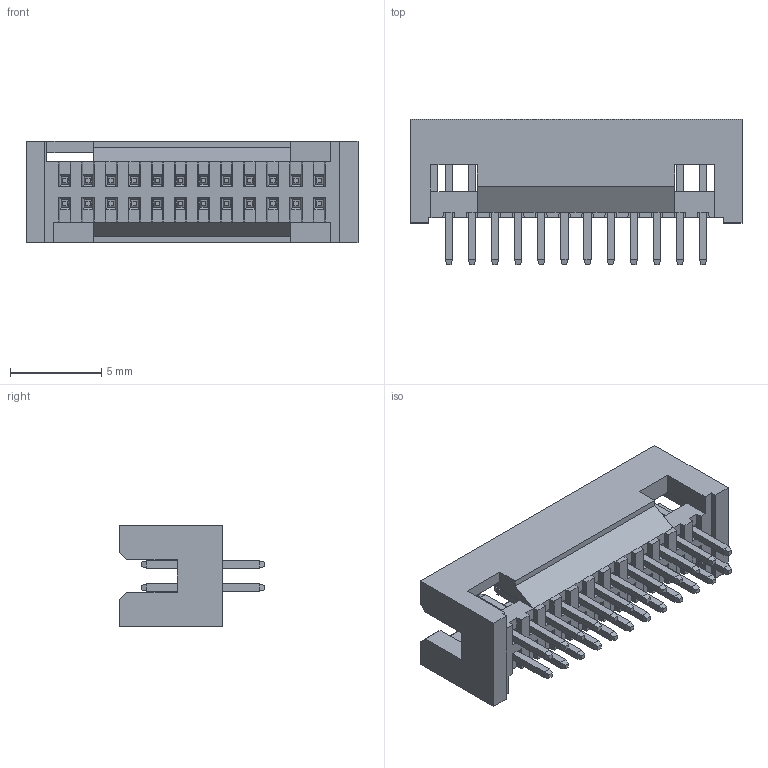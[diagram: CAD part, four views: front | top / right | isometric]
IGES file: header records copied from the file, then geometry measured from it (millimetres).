
Start section: ZWSOFT
Global section: file name: 3131-XXSXXBK00X1.igs; native system: ZW3D; preprocessor: 1.0; author: ZW3D; organization: ZWSOFT; date: 231116.152538; units: millimetre
Bounding box: 18.24 x 8 x 5.6 mm (x, y, z)
Surface area: 896.8 mm2 (no closed solid volume)
Topology: 0 solids, 0 shells, 691 faces, 3178 edges, 3178 vertices
Faces by surface type: bspline 691
